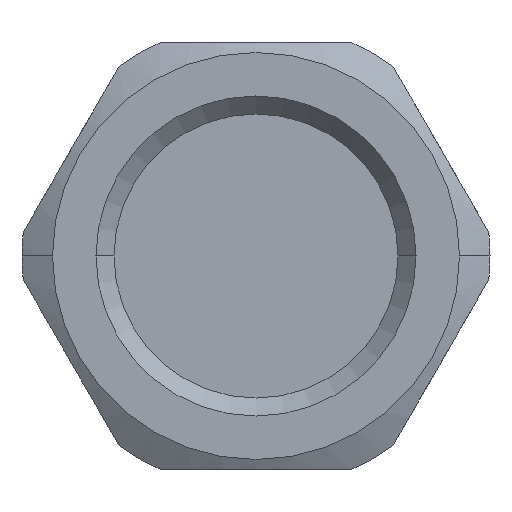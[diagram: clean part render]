
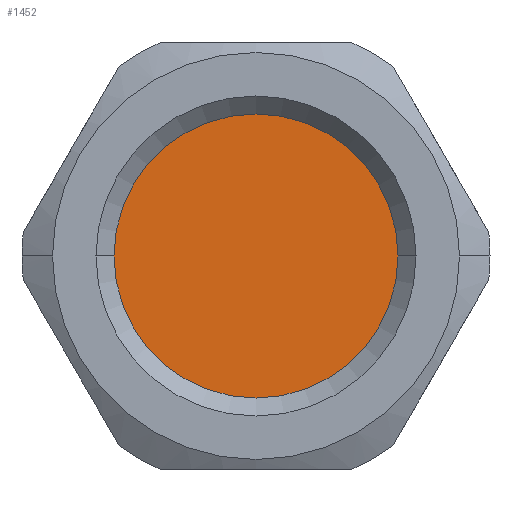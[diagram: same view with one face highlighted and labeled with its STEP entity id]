
A CAD part, left-side view. The second image highlights one B-rep face of the part: STEP entity #1452.
In plain terms, the highlighted planar face has unit normal (-1, 0, 0).
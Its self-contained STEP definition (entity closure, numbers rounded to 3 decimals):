
#91 = CARTESIAN_POINT ( 'NONE',  ( -25.85, 0., 0. ) ) ;
#92 = DIRECTION ( 'NONE',  ( -1., 0., 0. ) ) ;
#93 = DIRECTION ( 'NONE',  ( 0., 1., 0. ) ) ;
#464 = FACE_OUTER_BOUND ( 'NONE', #1078, .T. ) ;
#523 = CIRCLE ( 'NONE', #1160, 9.315 ) ;
#629 = CIRCLE ( 'NONE', #1141, 9.315 ) ;
#746 = PLANE ( 'NONE',  #1517 ) ;
#747 = CARTESIAN_POINT ( 'NONE',  ( -25.85, 0., 0. ) ) ;
#748 = DIRECTION ( 'NONE',  ( 1., 0., 0. ) ) ;
#749 = DIRECTION ( 'NONE',  ( 0., 0., -1. ) ) ;
#843 = CARTESIAN_POINT ( 'NONE',  ( -25.85, -9.315, 0. ) ) ;
#855 = CARTESIAN_POINT ( 'NONE',  ( -25.85, 9.315, 0. ) ) ;
#1070 = CARTESIAN_POINT ( 'NONE',  ( -25.85, 0., 0. ) ) ;
#1071 = DIRECTION ( 'NONE',  ( -1., 0., 0. ) ) ;
#1072 = DIRECTION ( 'NONE',  ( 0., 1., 0. ) ) ;
#1078 = EDGE_LOOP ( 'NONE', ( #1112, #1111 ) ) ;
#1111 = ORIENTED_EDGE ( 'NONE', *, *, #1552, .T. ) ;
#1112 = ORIENTED_EDGE ( 'NONE', *, *, #1637, .T. ) ;
#1141 = AXIS2_PLACEMENT_3D ( 'NONE', #1070, #1071, #1072 ) ;
#1160 = AXIS2_PLACEMENT_3D ( 'NONE', #91, #92, #93 ) ;
#1452 = ADVANCED_FACE ( 'NONE', ( #464 ), #746, .F. ) ;
#1517 = AXIS2_PLACEMENT_3D ( 'NONE', #747, #748, #749 ) ;
#1552 = EDGE_CURVE ( 'NONE', #1680, #1692, #523, .T. ) ;
#1637 = EDGE_CURVE ( 'NONE', #1692, #1680, #629, .T. ) ;
#1680 = VERTEX_POINT ( 'NONE', #843 ) ;
#1692 = VERTEX_POINT ( 'NONE', #855 ) ;
